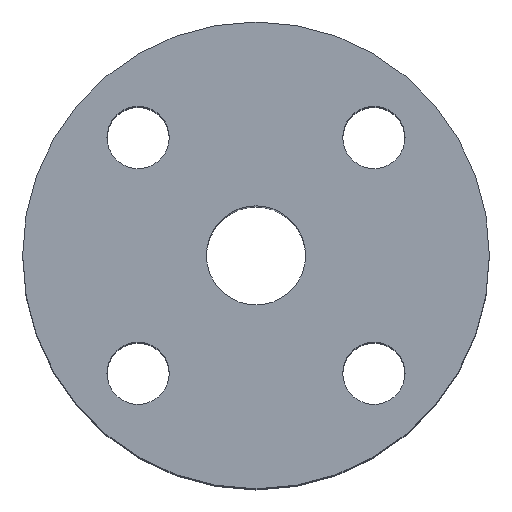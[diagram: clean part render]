
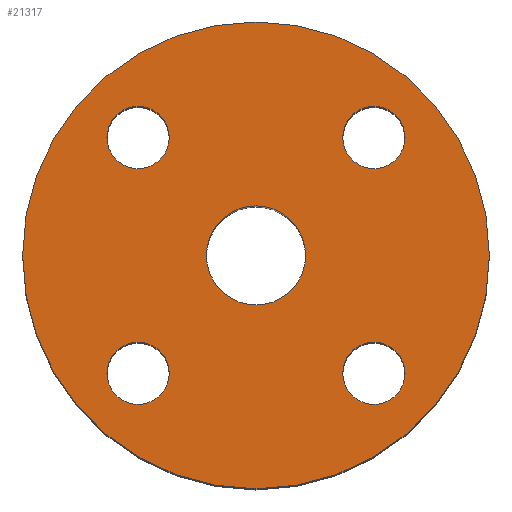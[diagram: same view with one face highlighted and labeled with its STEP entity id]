
A CAD part, top view. The second image highlights one B-rep face of the part: STEP entity #21317.
In plain terms, the highlighted planar face has unit normal (0, 0, 1).
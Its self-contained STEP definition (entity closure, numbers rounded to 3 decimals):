
#442 = DIRECTION ( 'NONE',  ( 0., 1., 0. ) ) ;
#491 = DIRECTION ( 'NONE',  ( 0., 0., 1. ) ) ;
#570 = DIRECTION ( 'NONE',  ( 0., 0., 1. ) ) ;
#682 = EDGE_CURVE ( 'NONE', #7590, #12945, #29039, .T. ) ;
#719 = CIRCLE ( 'NONE', #21000, 7. ) ;
#1010 = CARTESIAN_POINT ( 'NONE',  ( 0., 0., 0. ) ) ;
#1191 = CIRCLE ( 'NONE', #9671, 7. ) ;
#1340 = DIRECTION ( 'NONE',  ( 0., 0., 1. ) ) ;
#1964 = ORIENTED_EDGE ( 'NONE', *, *, #682, .F. ) ;
#2060 = ORIENTED_EDGE ( 'NONE', *, *, #27517, .F. ) ;
#2520 = DIRECTION ( 'NONE',  ( 0., 0., 1. ) ) ;
#2573 = EDGE_CURVE ( 'NONE', #28786, #15311, #15603, .T. ) ;
#3089 = AXIS2_PLACEMENT_3D ( 'NONE', #5293, #11786, #442 ) ;
#3137 = CIRCLE ( 'NONE', #14437, 7. ) ;
#3247 = CIRCLE ( 'NONE', #26253, 11.15 ) ;
#3381 = CARTESIAN_POINT ( 'NONE',  ( -19.517, 26.517, 0. ) ) ;
#3447 = CARTESIAN_POINT ( 'NONE',  ( 26.517, 26.517, 0. ) ) ;
#3534 = AXIS2_PLACEMENT_3D ( 'NONE', #6204, #15204, #8421 ) ;
#3816 = EDGE_CURVE ( 'NONE', #7437, #25013, #18562, .T. ) ;
#4032 = CARTESIAN_POINT ( 'NONE',  ( -26.517, 26.517, 0. ) ) ;
#4057 = FACE_OUTER_BOUND ( 'NONE', #26301, .T. ) ;
#4106 = AXIS2_PLACEMENT_3D ( 'NONE', #4032, #17882, #24635 ) ;
#4108 = CARTESIAN_POINT ( 'NONE',  ( 26.517, 26.517, 0. ) ) ;
#4699 = AXIS2_PLACEMENT_3D ( 'NONE', #21496, #25461, #23259 ) ;
#4806 = CARTESIAN_POINT ( 'NONE',  ( -26.517, -26.517, 0. ) ) ;
#5293 = CARTESIAN_POINT ( 'NONE',  ( -26.517, 26.517, 0. ) ) ;
#5459 = CARTESIAN_POINT ( 'NONE',  ( 19.517, -26.517, 0. ) ) ;
#5691 = EDGE_LOOP ( 'NONE', ( #24908, #9364 ) ) ;
#5861 = DIRECTION ( 'NONE',  ( 1., 0., 0. ) ) ;
#5887 = ORIENTED_EDGE ( 'NONE', *, *, #27102, .F. ) ;
#5985 = FACE_BOUND ( 'NONE', #15848, .T. ) ;
#6191 = AXIS2_PLACEMENT_3D ( 'NONE', #18980, #27935, #16765 ) ;
#6204 = CARTESIAN_POINT ( 'NONE',  ( 26.517, -26.517, 0. ) ) ;
#7141 = ORIENTED_EDGE ( 'NONE', *, *, #3816, .F. ) ;
#7247 = CARTESIAN_POINT ( 'NONE',  ( 33.517, 26.517, 0. ) ) ;
#7437 = VERTEX_POINT ( 'NONE', #17834 ) ;
#7590 = VERTEX_POINT ( 'NONE', #19288 ) ;
#7592 = EDGE_CURVE ( 'NONE', #15311, #28786, #24413, .T. ) ;
#7691 = CIRCLE ( 'NONE', #24126, 7. ) ;
#8196 = FACE_BOUND ( 'NONE', #28934, .T. ) ;
#8393 = VERTEX_POINT ( 'NONE', #5459 ) ;
#8421 = DIRECTION ( 'NONE',  ( 0., -1., 0. ) ) ;
#8757 = EDGE_CURVE ( 'NONE', #23415, #16105, #25867, .T. ) ;
#9001 = CARTESIAN_POINT ( 'NONE',  ( -33.517, -26.517, 0. ) ) ;
#9343 = VERTEX_POINT ( 'NONE', #26845 ) ;
#9364 = ORIENTED_EDGE ( 'NONE', *, *, #16080, .F. ) ;
#9671 = AXIS2_PLACEMENT_3D ( 'NONE', #20303, #570, #18537 ) ;
#10142 = DIRECTION ( 'NONE',  ( 0., 0., 1. ) ) ;
#10451 = CARTESIAN_POINT ( 'NONE',  ( -19.517, -26.517, 0. ) ) ;
#10815 = DIRECTION ( 'NONE',  ( 0., 0., 1. ) ) ;
#11175 = ORIENTED_EDGE ( 'NONE', *, *, #8757, .F. ) ;
#11390 = EDGE_LOOP ( 'NONE', ( #21470, #7141 ) ) ;
#11540 = CARTESIAN_POINT ( 'NONE',  ( 26.517, -26.517, 0. ) ) ;
#11578 = EDGE_LOOP ( 'NONE', ( #2060, #1964 ) ) ;
#11786 = DIRECTION ( 'NONE',  ( 0., 0., 1. ) ) ;
#11988 = AXIS2_PLACEMENT_3D ( 'NONE', #1010, #10142, #5861 ) ;
#12483 = CIRCLE ( 'NONE', #3534, 7. ) ;
#12590 = CARTESIAN_POINT ( 'NONE',  ( 52.5, 0., 0. ) ) ;
#12748 = EDGE_CURVE ( 'NONE', #25013, #7437, #3247, .T. ) ;
#12918 = DIRECTION ( 'NONE',  ( -1., 0., 0. ) ) ;
#12945 = VERTEX_POINT ( 'NONE', #3381 ) ;
#13064 = CARTESIAN_POINT ( 'NONE',  ( 0., 11.15, 0. ) ) ;
#14437 = AXIS2_PLACEMENT_3D ( 'NONE', #4108, #1340, #21786 ) ;
#14852 = CIRCLE ( 'NONE', #3089, 7. ) ;
#14984 = PLANE ( 'NONE',  #29025 ) ;
#15125 = DIRECTION ( 'NONE',  ( 0., 0., -1. ) ) ;
#15204 = DIRECTION ( 'NONE',  ( 0., 0., 1. ) ) ;
#15311 = VERTEX_POINT ( 'NONE', #28057 ) ;
#15603 = CIRCLE ( 'NONE', #6191, 52.5 ) ;
#15848 = EDGE_LOOP ( 'NONE', ( #5887, #16186 ) ) ;
#16080 = EDGE_CURVE ( 'NONE', #8393, #28946, #12483, .T. ) ;
#16105 = VERTEX_POINT ( 'NONE', #9001 ) ;
#16186 = ORIENTED_EDGE ( 'NONE', *, *, #27024, .F. ) ;
#16432 = ORIENTED_EDGE ( 'NONE', *, *, #2573, .T. ) ;
#16443 = EDGE_CURVE ( 'NONE', #16105, #23415, #1191, .T. ) ;
#16765 = DIRECTION ( 'NONE',  ( 1., 0., 0. ) ) ;
#17044 = VERTEX_POINT ( 'NONE', #7247 ) ;
#17181 = FACE_BOUND ( 'NONE', #11578, .T. ) ;
#17834 = CARTESIAN_POINT ( 'NONE',  ( -11.15, 0., 0. ) ) ;
#17882 = DIRECTION ( 'NONE',  ( 0., 0., 1. ) ) ;
#18537 = DIRECTION ( 'NONE',  ( -1., 0., 0. ) ) ;
#18562 = CIRCLE ( 'NONE', #11988, 11.15 ) ;
#18980 = CARTESIAN_POINT ( 'NONE',  ( 0., 0., 0. ) ) ;
#19288 = CARTESIAN_POINT ( 'NONE',  ( -33.517, 26.517, 0. ) ) ;
#19782 = DIRECTION ( 'NONE',  ( 1., 0., 0. ) ) ;
#20217 = DIRECTION ( 'NONE',  ( 0., -1., 0. ) ) ;
#20303 = CARTESIAN_POINT ( 'NONE',  ( -26.517, -26.517, 0. ) ) ;
#20370 = CARTESIAN_POINT ( 'NONE',  ( 33.517, -26.517, 0. ) ) ;
#20479 = CARTESIAN_POINT ( 'NONE',  ( 0., 0., 0. ) ) ;
#20566 = DIRECTION ( 'NONE',  ( 0., 0., 1. ) ) ;
#21000 = AXIS2_PLACEMENT_3D ( 'NONE', #3447, #10815, #19782 ) ;
#21317 = ADVANCED_FACE ( 'NONE', ( #23932, #8196, #17181, #5985, #21729, #4057 ), #14984, .F. ) ;
#21470 = ORIENTED_EDGE ( 'NONE', *, *, #12748, .F. ) ;
#21496 = CARTESIAN_POINT ( 'NONE',  ( 0., 0., 0. ) ) ;
#21729 = FACE_BOUND ( 'NONE', #11390, .T. ) ;
#21786 = DIRECTION ( 'NONE',  ( 1., 0., 0. ) ) ;
#22906 = EDGE_CURVE ( 'NONE', #28946, #8393, #7691, .T. ) ;
#23259 = DIRECTION ( 'NONE',  ( 1., 0., 0. ) ) ;
#23272 = ORIENTED_EDGE ( 'NONE', *, *, #16443, .F. ) ;
#23415 = VERTEX_POINT ( 'NONE', #10451 ) ;
#23932 = FACE_BOUND ( 'NONE', #5691, .T. ) ;
#24126 = AXIS2_PLACEMENT_3D ( 'NONE', #11540, #491, #20217 ) ;
#24413 = CIRCLE ( 'NONE', #4699, 52.5 ) ;
#24635 = DIRECTION ( 'NONE',  ( 0., 1., 0. ) ) ;
#24670 = DIRECTION ( 'NONE',  ( -1., 0., 0. ) ) ;
#24908 = ORIENTED_EDGE ( 'NONE', *, *, #22906, .F. ) ;
#24942 = AXIS2_PLACEMENT_3D ( 'NONE', #4806, #20566, #24670 ) ;
#25013 = VERTEX_POINT ( 'NONE', #28958 ) ;
#25166 = DIRECTION ( 'NONE',  ( 1., 0., 0. ) ) ;
#25461 = DIRECTION ( 'NONE',  ( 0., 0., 1. ) ) ;
#25867 = CIRCLE ( 'NONE', #24942, 7. ) ;
#26253 = AXIS2_PLACEMENT_3D ( 'NONE', #20479, #2520, #25166 ) ;
#26301 = EDGE_LOOP ( 'NONE', ( #16432, #29085 ) ) ;
#26845 = CARTESIAN_POINT ( 'NONE',  ( 19.517, 26.517, 0. ) ) ;
#27024 = EDGE_CURVE ( 'NONE', #9343, #17044, #719, .T. ) ;
#27102 = EDGE_CURVE ( 'NONE', #17044, #9343, #3137, .T. ) ;
#27517 = EDGE_CURVE ( 'NONE', #12945, #7590, #14852, .T. ) ;
#27935 = DIRECTION ( 'NONE',  ( 0., 0., 1. ) ) ;
#28057 = CARTESIAN_POINT ( 'NONE',  ( -52.5, 0., 0. ) ) ;
#28786 = VERTEX_POINT ( 'NONE', #12590 ) ;
#28934 = EDGE_LOOP ( 'NONE', ( #11175, #23272 ) ) ;
#28946 = VERTEX_POINT ( 'NONE', #20370 ) ;
#28958 = CARTESIAN_POINT ( 'NONE',  ( 11.15, 0., 0. ) ) ;
#29025 = AXIS2_PLACEMENT_3D ( 'NONE', #13064, #15125, #12918 ) ;
#29039 = CIRCLE ( 'NONE', #4106, 7. ) ;
#29085 = ORIENTED_EDGE ( 'NONE', *, *, #7592, .T. ) ;
